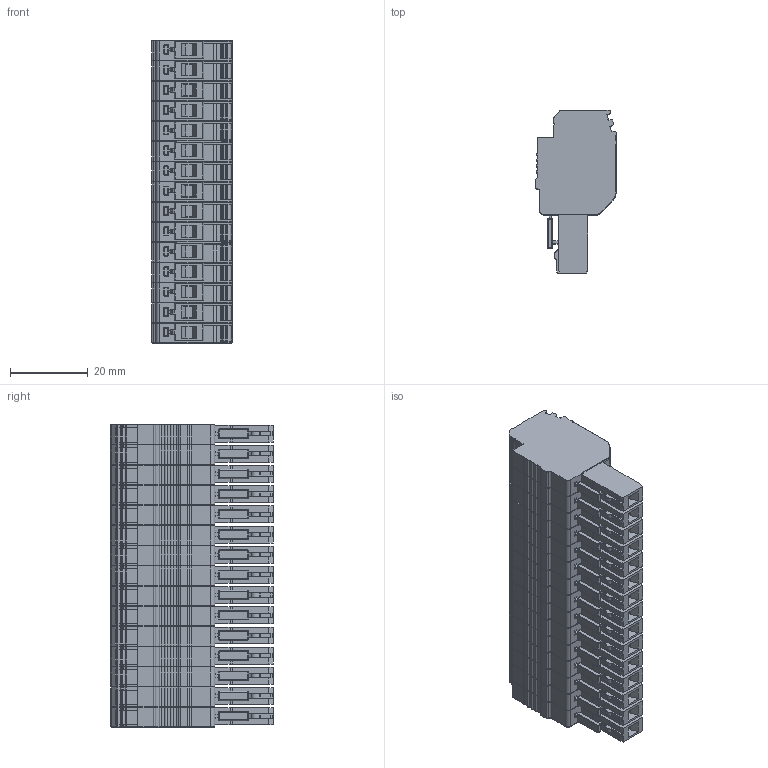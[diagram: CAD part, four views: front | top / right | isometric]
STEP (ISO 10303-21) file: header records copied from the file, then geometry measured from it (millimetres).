
FILE_DESCRIPTION (( 'STEP AP214' ), '1' );
FILE_NAME ('310389_SG_PT 2.5CS_15_Grey.STEP', '2017-09-28T08:19:30', ( '' ), ( '' ), 'SwSTEP 2.0', 'SolidWorks 2017', '' );
FILE_SCHEMA (( 'AUTOMOTIVE_DESIGN' ));
Products named in the file (1): 310389_SG_PT 2.5CS_15_Grey
Bounding box: 20.78 x 41.9 x 78 mm (x, y, z)
Volume: 43343.3 mm3; surface area: 17522.3 mm2
Topology: 1 solids, 16 shells, 4402 faces, 12421 edges, 8021 vertices
Faces by surface type: plane 2826, cylinder 1456, bspline 120
Entity records: 142194 total; most frequent: CARTESIAN_POINT 26660, ORIENTED_EDGE 24602, DIRECTION 23764, EDGE_CURVE 12301, VECTOR 9314, LINE 9314, VERTEX_POINT 8021, AXIS2_PLACEMENT_3D 7225
